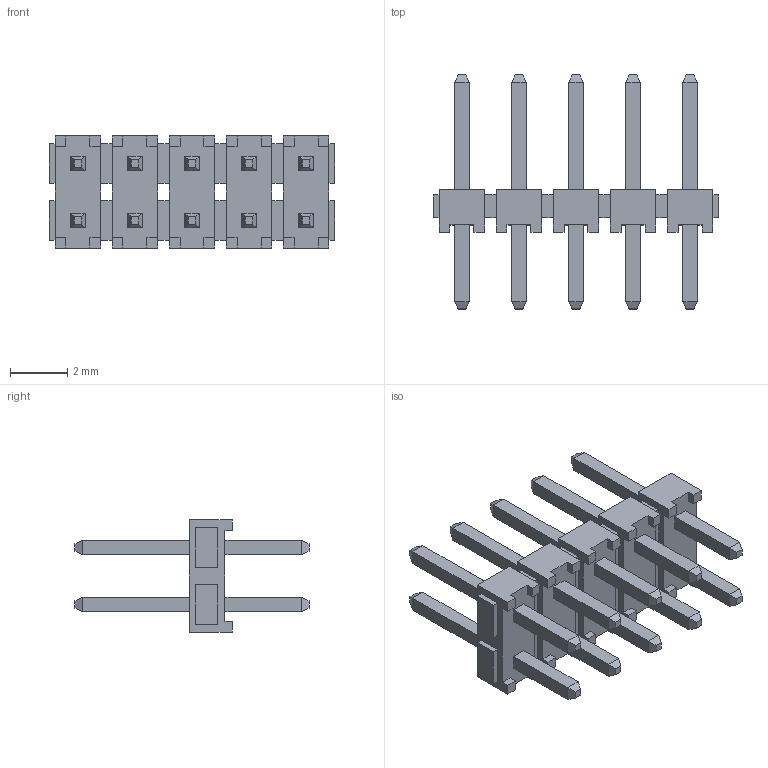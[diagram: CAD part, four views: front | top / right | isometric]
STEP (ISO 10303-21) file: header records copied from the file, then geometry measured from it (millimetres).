
FILE_DESCRIPTION(/* description */ (''),/* implementation_level */ '2;1');
FILE_NAME(/* name */ 'tmm-105-03-g-d.step',/* time_stamp */ '2020-12-28T11:28:02+02:00',/* author */ (''),/* organization */ (''),/* preprocessor_version */ 'ST-DEVELOPER v18.1',/* originating_system */ 'Autodesk Translation Framework v9.3.0.1241',/* authorisation */ '');
FILE_SCHEMA (('AUTOMOTIVE_DESIGN { 1 0 10303 214 3 1 1 }'));
Length unit declared in the file: millimetre
Products named in the file (1): (Unsaved)
Bounding box: 10 x 8.2 x 3.94 mm (x, y, z)
Volume: 61.8 mm3; surface area: 275.3 mm2
Topology: 1 solids, 1 shells, 322 faces, 784 edges, 496 vertices
Faces by surface type: plane 322
Entity records: 9513 total; most frequent: CARTESIAN_POINT 1603, ORIENTED_EDGE 1568, DIRECTION 1430, LINE 784, VECTOR 784, EDGE_CURVE 784, VERTEX_POINT 496, EDGE_LOOP 362
